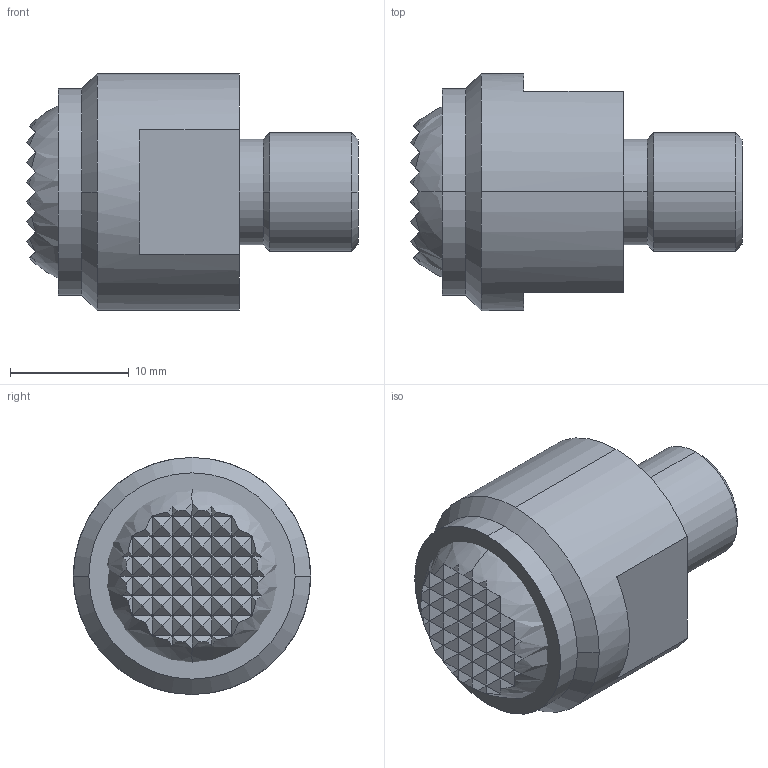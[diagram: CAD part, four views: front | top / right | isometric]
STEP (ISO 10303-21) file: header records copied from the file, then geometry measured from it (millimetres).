
FILE_DESCRIPTION(('STEP AP214'),'1');
FILE_NAME('HALDERN_EH_22730_0319.stp','2017-05-09T08:19:19',('TraceParts'),('TraceParts S.A.'),'Spatial InterOp 3D',' ',' ');
FILE_SCHEMA(('automotive_design'));
Length unit declared in the file: millimetre
Products named in the file (2): HALDERN_EH_22730_0319_1; HALDERN_EH_22730_0319_2
Bounding box: 28 x 20 x 20 mm (x, y, z)
Volume: 7078.5 mm3; surface area: 2648.9 mm2
Topology: 2 solids, 2 shells, 232 faces, 428 edges, 197 vertices
Faces by surface type: plane 216, cylinder 8, cone 6, sphere 2
Entity records: 7237 total; most frequent: DIRECTION 1010, CARTESIAN_POINT 855, ORIENTED_EDGE 848, EDGE_CURVE 424, AXIS2_PLACEMENT_3D 352, LINE 306, VECTOR 306, EDGE_LOOP 233
